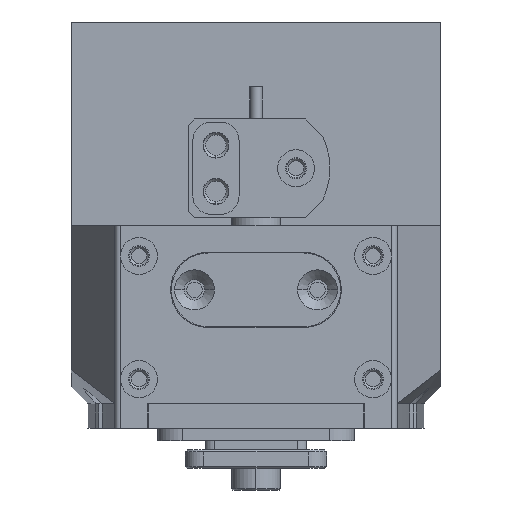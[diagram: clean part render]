
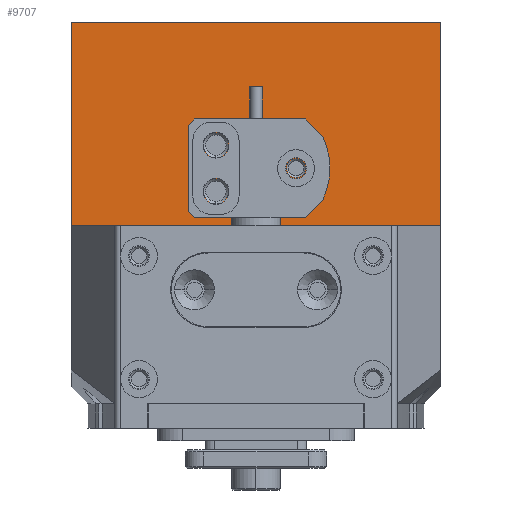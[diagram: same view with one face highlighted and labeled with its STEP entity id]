
A CAD part, left-side view. The second image highlights one B-rep face of the part: STEP entity #9707.
In plain terms, the highlighted planar face has unit normal (-1, 0, 0).
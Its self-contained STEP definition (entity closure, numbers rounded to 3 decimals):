
#901 = VERTEX_POINT ( 'NONE', #3941 ) ;
#1711 = CIRCLE ( 'NONE', #26650, 2.05 ) ;
#1808 = DIRECTION ( 'NONE',  ( 0., 0., -1. ) ) ;
#2281 = AXIS2_PLACEMENT_3D ( 'NONE', #48795, #14178, #18093 ) ;
#3173 = DIRECTION ( 'NONE',  ( 0., 1., 0. ) ) ;
#3941 = CARTESIAN_POINT ( 'NONE',  ( -58.28, 0.286, 129.841 ) ) ;
#4166 = DIRECTION ( 'NONE',  ( 0., 0., -1. ) ) ;
#4237 = ORIENTED_EDGE ( 'NONE', *, *, #20142, .F. ) ;
#4727 = CARTESIAN_POINT ( 'NONE',  ( -58.28, 0.286, 131.391 ) ) ;
#5250 = CARTESIAN_POINT ( 'NONE',  ( -58.28, -23.214, 93.141 ) ) ;
#5275 = AXIS2_PLACEMENT_3D ( 'NONE', #44371, #40794, #45051 ) ;
#5854 = VERTEX_POINT ( 'NONE', #41228 ) ;
#6227 = CARTESIAN_POINT ( 'NONE',  ( -58.28, 13.286, 125.591 ) ) ;
#6411 = PLANE ( 'NONE',  #2281 ) ;
#6553 = ORIENTED_EDGE ( 'NONE', *, *, #29914, .T. ) ;
#6634 = EDGE_CURVE ( 'NONE', #31224, #40273, #30335, .T. ) ;
#7127 = AXIS2_PLACEMENT_3D ( 'NONE', #4727, #43376, #20150 ) ;
#9633 = VERTEX_POINT ( 'NONE', #17412 ) ;
#9707 = ADVANCED_FACE ( 'NONE', ( #34875, #46989, #28855, #42772 ), #6411, .F. ) ;
#11042 = CARTESIAN_POINT ( 'NONE',  ( -58.28, -23.214, 122.141 ) ) ;
#11134 = CARTESIAN_POINT ( 'NONE',  ( -58.28, 6.786, 155.141 ) ) ;
#11456 = EDGE_CURVE ( 'NONE', #5854, #23024, #13482, .T. ) ;
#12343 = VERTEX_POINT ( 'NONE', #6227 ) ;
#12520 = DIRECTION ( 'NONE',  ( 0., 0., 1. ) ) ;
#13011 = AXIS2_PLACEMENT_3D ( 'NONE', #17167, #36665, #17349 ) ;
#13482 = CIRCLE ( 'NONE', #19866, 2.05 ) ;
#13541 = EDGE_LOOP ( 'NONE', ( #41840, #39764 ) ) ;
#13795 = EDGE_CURVE ( 'NONE', #9633, #31224, #15677, .T. ) ;
#14178 = DIRECTION ( 'NONE',  ( 1., 0., 0. ) ) ;
#15032 = CARTESIAN_POINT ( 'NONE',  ( -58.28, 13.286, 135.141 ) ) ;
#15677 = LINE ( 'NONE', #11134, #48432 ) ;
#15806 = LINE ( 'NONE', #41480, #20704 ) ;
#15859 = CIRCLE ( 'NONE', #24527, 2.05 ) ;
#15908 = ORIENTED_EDGE ( 'NONE', *, *, #6634, .T. ) ;
#16872 = CIRCLE ( 'NONE', #5275, 2.05 ) ;
#17167 = CARTESIAN_POINT ( 'NONE',  ( -58.28, 0.286, 131.391 ) ) ;
#17349 = DIRECTION ( 'NONE',  ( 0., 0., -1. ) ) ;
#17412 = CARTESIAN_POINT ( 'NONE',  ( -58.28, -23.214, 155.141 ) ) ;
#18093 = DIRECTION ( 'NONE',  ( 0., 0., -1. ) ) ;
#18194 = VECTOR ( 'NONE', #1808, 1000. ) ;
#18554 = CIRCLE ( 'NONE', #13011, 1.55 ) ;
#18942 = DIRECTION ( 'NONE',  ( 0., 0., -1. ) ) ;
#19866 = AXIS2_PLACEMENT_3D ( 'NONE', #15032, #42150, #18942 ) ;
#20142 = EDGE_CURVE ( 'NONE', #40284, #40273, #15806, .T. ) ;
#20150 = DIRECTION ( 'NONE',  ( 0., 0., -1. ) ) ;
#20278 = ORIENTED_EDGE ( 'NONE', *, *, #29185, .T. ) ;
#20704 = VECTOR ( 'NONE', #33825, 1000. ) ;
#21746 = EDGE_CURVE ( 'NONE', #12343, #44969, #16872, .T. ) ;
#21798 = CIRCLE ( 'NONE', #7127, 1.55 ) ;
#22658 = ORIENTED_EDGE ( 'NONE', *, *, #13795, .T. ) ;
#22973 = EDGE_LOOP ( 'NONE', ( #48936, #6553 ) ) ;
#23024 = VERTEX_POINT ( 'NONE', #46477 ) ;
#24527 = AXIS2_PLACEMENT_3D ( 'NONE', #43119, #27387, #4166 ) ;
#24563 = VERTEX_POINT ( 'NONE', #26148 ) ;
#26148 = CARTESIAN_POINT ( 'NONE',  ( -58.28, 0.286, 132.941 ) ) ;
#26650 = AXIS2_PLACEMENT_3D ( 'NONE', #38442, #42012, #50202 ) ;
#27387 = DIRECTION ( 'NONE',  ( 1., 0., 0. ) ) ;
#28855 = FACE_BOUND ( 'NONE', #13541, .T. ) ;
#29185 = EDGE_CURVE ( 'NONE', #24563, #901, #21798, .T. ) ;
#29914 = EDGE_CURVE ( 'NONE', #23024, #5854, #1711, .T. ) ;
#30335 = LINE ( 'NONE', #40443, #18194 ) ;
#31224 = VERTEX_POINT ( 'NONE', #42852 ) ;
#31437 = ORIENTED_EDGE ( 'NONE', *, *, #40727, .T. ) ;
#32524 = ORIENTED_EDGE ( 'NONE', *, *, #41739, .T. ) ;
#32537 = CARTESIAN_POINT ( 'NONE',  ( -58.28, 13.286, 129.691 ) ) ;
#33604 = VECTOR ( 'NONE', #12520, 1000. ) ;
#33825 = DIRECTION ( 'NONE',  ( 0., 1., 0. ) ) ;
#34875 = FACE_BOUND ( 'NONE', #39181, .T. ) ;
#36040 = LINE ( 'NONE', #5250, #33604 ) ;
#36665 = DIRECTION ( 'NONE',  ( 1., 0., 0. ) ) ;
#36871 = EDGE_LOOP ( 'NONE', ( #32524, #22658, #15908, #4237 ) ) ;
#38442 = CARTESIAN_POINT ( 'NONE',  ( -58.28, 13.286, 135.141 ) ) ;
#39181 = EDGE_LOOP ( 'NONE', ( #20278, #31437 ) ) ;
#39764 = ORIENTED_EDGE ( 'NONE', *, *, #21746, .T. ) ;
#40273 = VERTEX_POINT ( 'NONE', #41386 ) ;
#40284 = VERTEX_POINT ( 'NONE', #11042 ) ;
#40443 = CARTESIAN_POINT ( 'NONE',  ( -58.28, 36.786, 93.141 ) ) ;
#40727 = EDGE_CURVE ( 'NONE', #901, #24563, #18554, .T. ) ;
#40794 = DIRECTION ( 'NONE',  ( 1., 0., 0. ) ) ;
#41228 = CARTESIAN_POINT ( 'NONE',  ( -58.28, 13.286, 137.191 ) ) ;
#41386 = CARTESIAN_POINT ( 'NONE',  ( -58.28, 36.786, 122.141 ) ) ;
#41480 = CARTESIAN_POINT ( 'NONE',  ( -58.28, -28.214, 122.141 ) ) ;
#41739 = EDGE_CURVE ( 'NONE', #40284, #9633, #36040, .T. ) ;
#41840 = ORIENTED_EDGE ( 'NONE', *, *, #44497, .T. ) ;
#42012 = DIRECTION ( 'NONE',  ( 1., 0., 0. ) ) ;
#42150 = DIRECTION ( 'NONE',  ( 1., 0., 0. ) ) ;
#42772 = FACE_OUTER_BOUND ( 'NONE', #36871, .T. ) ;
#42852 = CARTESIAN_POINT ( 'NONE',  ( -58.28, 36.786, 155.141 ) ) ;
#43119 = CARTESIAN_POINT ( 'NONE',  ( -58.28, 13.286, 127.641 ) ) ;
#43376 = DIRECTION ( 'NONE',  ( 1., 0., 0. ) ) ;
#44371 = CARTESIAN_POINT ( 'NONE',  ( -58.28, 13.286, 127.641 ) ) ;
#44497 = EDGE_CURVE ( 'NONE', #44969, #12343, #15859, .T. ) ;
#44969 = VERTEX_POINT ( 'NONE', #32537 ) ;
#45051 = DIRECTION ( 'NONE',  ( 0., 0., -1. ) ) ;
#46477 = CARTESIAN_POINT ( 'NONE',  ( -58.28, 13.286, 133.091 ) ) ;
#46989 = FACE_BOUND ( 'NONE', #22973, .T. ) ;
#48432 = VECTOR ( 'NONE', #3173, 1000. ) ;
#48795 = CARTESIAN_POINT ( 'NONE',  ( -58.28, -28.214, 122.141 ) ) ;
#48936 = ORIENTED_EDGE ( 'NONE', *, *, #11456, .T. ) ;
#50202 = DIRECTION ( 'NONE',  ( 0., 0., -1. ) ) ;
